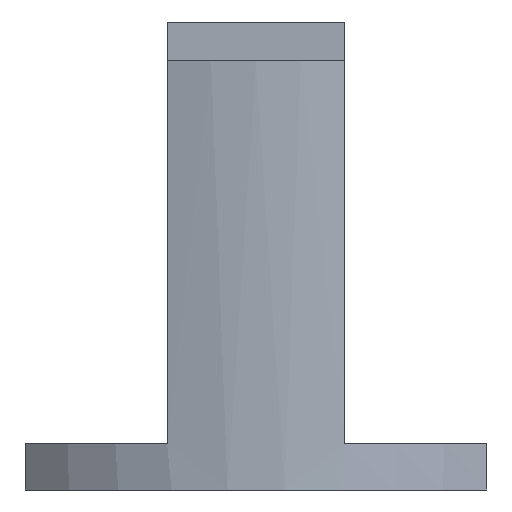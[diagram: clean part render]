
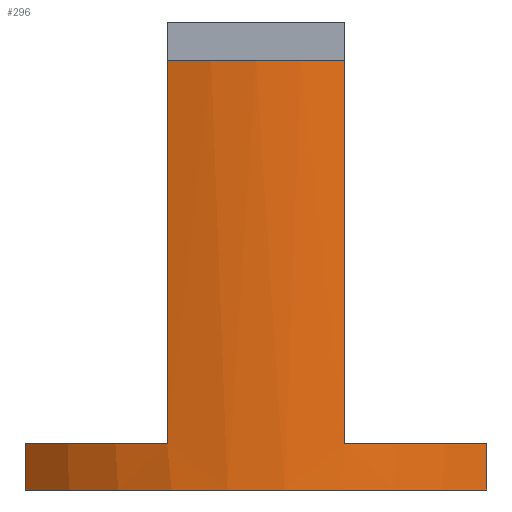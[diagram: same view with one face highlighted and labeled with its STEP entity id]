
A CAD part, front view. The second image highlights one B-rep face of the part: STEP entity #296.
In plain terms, the highlighted cylindrical face has radius 85 mm (diameter 170 mm), a partial arc.
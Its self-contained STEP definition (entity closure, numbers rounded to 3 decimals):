
#16=CYLINDRICAL_SURFACE('',#332,85.);
#26=FACE_OUTER_BOUND('',#42,.T.);
#42=EDGE_LOOP('',(#227,#228,#229,#230,#231,#232,#233,#234));
#53=CIRCLE('',#324,85.);
#56=CIRCLE('',#329,85.);
#57=CIRCLE('',#333,85.);
#58=CIRCLE('',#334,85.);
#70=LINE('',#457,#100);
#77=LINE('',#480,#107);
#84=LINE('',#494,#114);
#85=LINE('',#497,#115);
#100=VECTOR('',#364,10.);
#107=VECTOR('',#387,10.);
#114=VECTOR('',#398,10.);
#115=VECTOR('',#401,10.);
#131=VERTEX_POINT('',#454);
#132=VERTEX_POINT('',#456);
#133=VERTEX_POINT('',#460);
#136=VERTEX_POINT('',#470);
#138=VERTEX_POINT('',#473);
#140=VERTEX_POINT('',#479);
#145=VERTEX_POINT('',#493);
#146=VERTEX_POINT('',#495);
#160=EDGE_CURVE('',#132,#131,#70,.T.);
#162=EDGE_CURVE('',#131,#133,#53,.T.);
#168=EDGE_CURVE('',#138,#136,#56,.T.);
#171=EDGE_CURVE('',#140,#136,#77,.T.);
#178=EDGE_CURVE('',#133,#145,#84,.T.);
#179=EDGE_CURVE('',#146,#145,#57,.T.);
#180=EDGE_CURVE('',#138,#146,#85,.T.);
#181=EDGE_CURVE('',#132,#140,#58,.T.);
#227=ORIENTED_EDGE('',*,*,#162,.T.);
#228=ORIENTED_EDGE('',*,*,#178,.T.);
#229=ORIENTED_EDGE('',*,*,#179,.F.);
#230=ORIENTED_EDGE('',*,*,#180,.F.);
#231=ORIENTED_EDGE('',*,*,#168,.T.);
#232=ORIENTED_EDGE('',*,*,#171,.F.);
#233=ORIENTED_EDGE('',*,*,#181,.F.);
#234=ORIENTED_EDGE('',*,*,#160,.T.);
#296=ADVANCED_FACE('',(#26),#16,.T.);
#324=AXIS2_PLACEMENT_3D('',#461,#368,#369);
#329=AXIS2_PLACEMENT_3D('',#474,#381,#382);
#332=AXIS2_PLACEMENT_3D('',#492,#396,#397);
#333=AXIS2_PLACEMENT_3D('',#496,#399,#400);
#334=AXIS2_PLACEMENT_3D('',#498,#402,#403);
#364=DIRECTION('',(0.,0.,-1.));
#368=DIRECTION('center_axis',(0.,0.,1.));
#369=DIRECTION('ref_axis',(1.,0.,0.));
#381=DIRECTION('center_axis',(0.,0.,-1.));
#382=DIRECTION('ref_axis',(1.,0.,0.));
#387=DIRECTION('',(0.,0.,1.));
#396=DIRECTION('center_axis',(0.,0.,1.));
#397=DIRECTION('ref_axis',(1.,0.,0.));
#398=DIRECTION('',(0.,0.,1.));
#399=DIRECTION('center_axis',(0.,0.,1.));
#400=DIRECTION('ref_axis',(1.,0.,0.));
#401=DIRECTION('',(0.,0.,-1.));
#402=DIRECTION('center_axis',(0.,0.,1.));
#403=DIRECTION('ref_axis',(1.,0.,0.));
#454=CARTESIAN_POINT('',(-60.104,-60.104,3.));
#456=CARTESIAN_POINT('',(-60.104,-60.104,15.));
#457=CARTESIAN_POINT('',(-60.104,-60.104,0.));
#460=CARTESIAN_POINT('',(60.104,-60.104,3.));
#461=CARTESIAN_POINT('Origin',(0.,0.,3.));
#470=CARTESIAN_POINT('',(-23.176,-81.779,115.));
#473=CARTESIAN_POINT('',(23.176,-81.779,115.));
#474=CARTESIAN_POINT('Origin',(0.,0.,115.));
#479=CARTESIAN_POINT('',(-23.176,-81.779,15.));
#480=CARTESIAN_POINT('',(-23.176,-81.779,0.));
#492=CARTESIAN_POINT('Origin',(0.,0.,0.));
#493=CARTESIAN_POINT('',(60.104,-60.104,15.));
#494=CARTESIAN_POINT('',(60.104,-60.104,0.));
#495=CARTESIAN_POINT('',(23.176,-81.779,15.));
#496=CARTESIAN_POINT('Origin',(0.,0.,15.));
#497=CARTESIAN_POINT('',(23.176,-81.779,0.));
#498=CARTESIAN_POINT('Origin',(0.,0.,15.));
